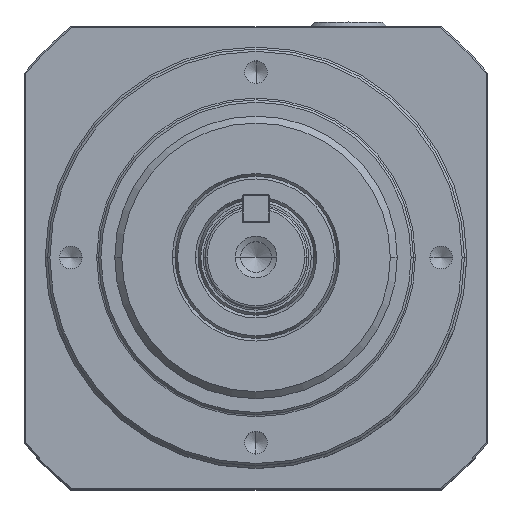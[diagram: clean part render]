
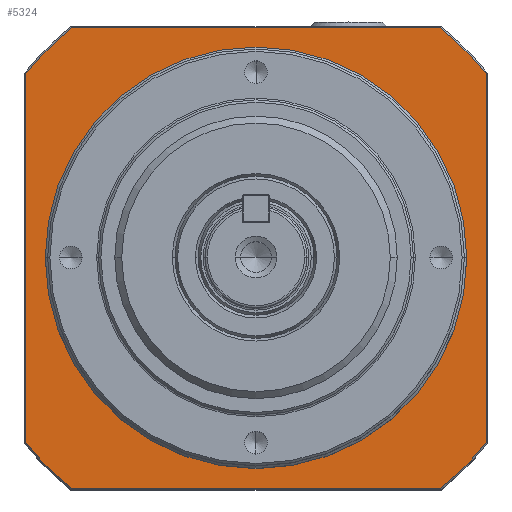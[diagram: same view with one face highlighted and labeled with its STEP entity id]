
A CAD part, top view. The second image highlights one B-rep face of the part: STEP entity #5324.
In plain terms, the highlighted planar face has unit normal (0, 0, 1).
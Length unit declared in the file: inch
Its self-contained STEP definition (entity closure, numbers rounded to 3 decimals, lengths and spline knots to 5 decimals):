
#101 = CARTESIAN_POINT ( 'NONE',  ( -1.56869, -1.95669, -3.50394 ) ) ;
#178 = VERTEX_POINT ( 'NONE', #1778 ) ;
#416 = EDGE_CURVE ( 'NONE', #1423, #5216, #5255, .T. ) ;
#422 = LINE ( 'NONE', #4901, #1626 ) ;
#433 = CARTESIAN_POINT ( 'NONE',  ( 0., 0., -3.50394 ) ) ;
#653 = VERTEX_POINT ( 'NONE', #2188 ) ;
#743 = VECTOR ( 'NONE', #6862, 39.37008 ) ;
#831 = EDGE_CURVE ( 'NONE', #4067, #1238, #7012, .T. ) ;
#1029 = CARTESIAN_POINT ( 'NONE',  ( 0., 0., -3.50394 ) ) ;
#1109 = ORIENTED_EDGE ( 'NONE', *, *, #6490, .F. ) ;
#1238 = VERTEX_POINT ( 'NONE', #2237 ) ;
#1420 = DIRECTION ( 'NONE',  ( -1., 0., 0. ) ) ;
#1423 = VERTEX_POINT ( 'NONE', #4762 ) ;
#1425 = VERTEX_POINT ( 'NONE', #2524 ) ;
#1440 = CIRCLE ( 'NONE', #8933, 2.50787 ) ;
#1626 = VECTOR ( 'NONE', #4171, 39.37008 ) ;
#1707 = CARTESIAN_POINT ( 'NONE',  ( 0., 0., -3.50394 ) ) ;
#1778 = CARTESIAN_POINT ( 'NONE',  ( 1.95669, 1.56869, -3.50394 ) ) ;
#1970 = EDGE_CURVE ( 'NONE', #1238, #8119, #6663, .T. ) ;
#1976 = ORIENTED_EDGE ( 'NONE', *, *, #831, .F. ) ;
#2066 = DIRECTION ( 'NONE',  ( -1., 0., 0. ) ) ;
#2188 = CARTESIAN_POINT ( 'NONE',  ( 1.95669, -1.56869, -3.50394 ) ) ;
#2210 = AXIS2_PLACEMENT_3D ( 'NONE', #1707, #3992, #5309 ) ;
#2237 = CARTESIAN_POINT ( 'NONE',  ( -1.95669, 1.56869, -3.50394 ) ) ;
#2332 = ORIENTED_EDGE ( 'NONE', *, *, #416, .F. ) ;
#2524 = CARTESIAN_POINT ( 'NONE',  ( 1.56869, 1.95669, -3.50394 ) ) ;
#2622 = CARTESIAN_POINT ( 'NONE',  ( -1.95669, -1.56869, -3.50394 ) ) ;
#2709 = LINE ( 'NONE', #7160, #7670 ) ;
#2800 = DIRECTION ( 'NONE',  ( 0., 0., -1. ) ) ;
#3030 = CARTESIAN_POINT ( 'NONE',  ( -1.56869, 1.95669, -3.50394 ) ) ;
#3128 = DIRECTION ( 'NONE',  ( 0., 0., -1. ) ) ;
#3262 = PLANE ( 'NONE',  #2210 ) ;
#3410 = DIRECTION ( 'NONE',  ( 0., 0., -1. ) ) ;
#3605 = CIRCLE ( 'NONE', #7823, 2.50787 ) ;
#3909 = VERTEX_POINT ( 'NONE', #101 ) ;
#3928 = LINE ( 'NONE', #8620, #6589 ) ;
#3992 = DIRECTION ( 'NONE',  ( 0., 0., 1. ) ) ;
#4067 = VERTEX_POINT ( 'NONE', #7130 ) ;
#4171 = DIRECTION ( 'NONE',  ( 0., -1., 0. ) ) ;
#4500 = ORIENTED_EDGE ( 'NONE', *, *, #5896, .F. ) ;
#4610 = EDGE_LOOP ( 'NONE', ( #2332, #1109 ) ) ;
#4723 = FACE_BOUND ( 'NONE', #4610, .T. ) ;
#4762 = CARTESIAN_POINT ( 'NONE',  ( -1.75984, 0., -3.50394 ) ) ;
#4877 = CIRCLE ( 'NONE', #5353, 1.75984 ) ;
#4901 = CARTESIAN_POINT ( 'NONE',  ( 1.95669, 1.56869, -3.50394 ) ) ;
#5082 = ORIENTED_EDGE ( 'NONE', *, *, #6385, .F. ) ;
#5162 = CARTESIAN_POINT ( 'NONE',  ( 1.75984, 0., -3.50394 ) ) ;
#5216 = VERTEX_POINT ( 'NONE', #5162 ) ;
#5230 = CARTESIAN_POINT ( 'NONE',  ( 0., 0., -3.50394 ) ) ;
#5255 = CIRCLE ( 'NONE', #7759, 1.75984 ) ;
#5309 = DIRECTION ( 'NONE',  ( 1., 0., 0. ) ) ;
#5324 = ADVANCED_FACE ( 'NONE', ( #6047, #4723 ), #3262, .T. ) ;
#5353 = AXIS2_PLACEMENT_3D ( 'NONE', #9495, #8750, #2066 ) ;
#5480 = EDGE_CURVE ( 'NONE', #3909, #4067, #3605, .T. ) ;
#5523 = DIRECTION ( 'NONE',  ( -1., 0., 0. ) ) ;
#5758 = VERTEX_POINT ( 'NONE', #6859 ) ;
#5773 = DIRECTION ( 'NONE',  ( 0., 0., -1. ) ) ;
#5778 = EDGE_CURVE ( 'NONE', #5758, #3909, #3928, .T. ) ;
#5896 = EDGE_CURVE ( 'NONE', #8119, #1425, #2709, .T. ) ;
#6047 = FACE_OUTER_BOUND ( 'NONE', #7699, .T. ) ;
#6126 = ORIENTED_EDGE ( 'NONE', *, *, #5778, .F. ) ;
#6288 = DIRECTION ( 'NONE',  ( -1., 0., 0. ) ) ;
#6385 = EDGE_CURVE ( 'NONE', #653, #5758, #1440, .T. ) ;
#6444 = CIRCLE ( 'NONE', #7071, 2.50787 ) ;
#6490 = EDGE_CURVE ( 'NONE', #5216, #1423, #4877, .T. ) ;
#6572 = EDGE_CURVE ( 'NONE', #1425, #178, #6444, .T. ) ;
#6589 = VECTOR ( 'NONE', #7060, 39.37008 ) ;
#6649 = DIRECTION ( 'NONE',  ( 1., 0., 0. ) ) ;
#6663 = CIRCLE ( 'NONE', #9639, 2.50787 ) ;
#6691 = CARTESIAN_POINT ( 'NONE',  ( 0., 0., -3.50394 ) ) ;
#6836 = ORIENTED_EDGE ( 'NONE', *, *, #6572, .F. ) ;
#6859 = CARTESIAN_POINT ( 'NONE',  ( 1.56869, -1.95669, -3.50394 ) ) ;
#6862 = DIRECTION ( 'NONE',  ( 0., 1., 0. ) ) ;
#7012 = LINE ( 'NONE', #2622, #743 ) ;
#7024 = EDGE_CURVE ( 'NONE', #178, #653, #422, .T. ) ;
#7060 = DIRECTION ( 'NONE',  ( -1., 0., 0. ) ) ;
#7071 = AXIS2_PLACEMENT_3D ( 'NONE', #5230, #3128, #8212 ) ;
#7130 = CARTESIAN_POINT ( 'NONE',  ( -1.95669, -1.56869, -3.50394 ) ) ;
#7160 = CARTESIAN_POINT ( 'NONE',  ( -1.56869, 1.95669, -3.50394 ) ) ;
#7478 = ORIENTED_EDGE ( 'NONE', *, *, #5480, .F. ) ;
#7670 = VECTOR ( 'NONE', #9404, 39.37008 ) ;
#7699 = EDGE_LOOP ( 'NONE', ( #1976, #7478, #6126, #5082, #8063, #6836, #4500, #8407 ) ) ;
#7759 = AXIS2_PLACEMENT_3D ( 'NONE', #1029, #9373, #5523 ) ;
#7823 = AXIS2_PLACEMENT_3D ( 'NONE', #433, #3410, #6288 ) ;
#8063 = ORIENTED_EDGE ( 'NONE', *, *, #7024, .F. ) ;
#8119 = VERTEX_POINT ( 'NONE', #3030 ) ;
#8212 = DIRECTION ( 'NONE',  ( 1., 0., 0. ) ) ;
#8407 = ORIENTED_EDGE ( 'NONE', *, *, #1970, .F. ) ;
#8620 = CARTESIAN_POINT ( 'NONE',  ( 1.56869, -1.95669, -3.50394 ) ) ;
#8750 = DIRECTION ( 'NONE',  ( 0., 0., 1. ) ) ;
#8933 = AXIS2_PLACEMENT_3D ( 'NONE', #9541, #2800, #6649 ) ;
#9373 = DIRECTION ( 'NONE',  ( 0., 0., 1. ) ) ;
#9404 = DIRECTION ( 'NONE',  ( 1., 0., 0. ) ) ;
#9495 = CARTESIAN_POINT ( 'NONE',  ( 0., 0., -3.50394 ) ) ;
#9541 = CARTESIAN_POINT ( 'NONE',  ( 0., 0., -3.50394 ) ) ;
#9639 = AXIS2_PLACEMENT_3D ( 'NONE', #6691, #5773, #1420 ) ;
